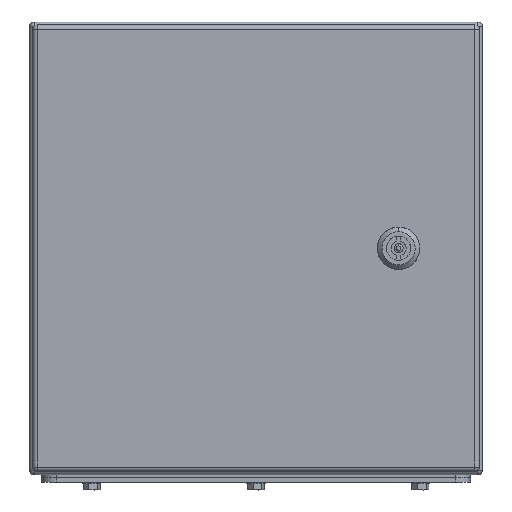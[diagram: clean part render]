
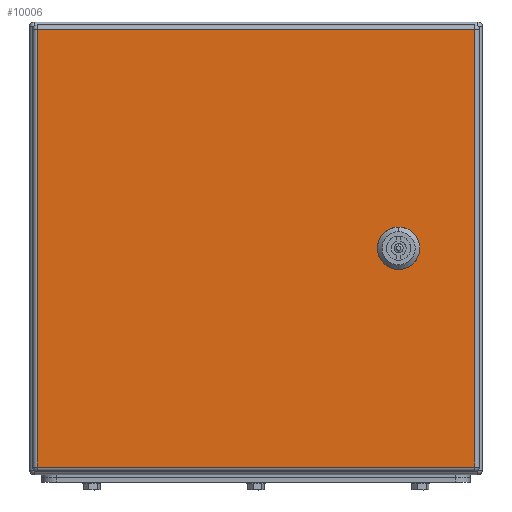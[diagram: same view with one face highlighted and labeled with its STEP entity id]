
A CAD part, top view. The second image highlights one B-rep face of the part: STEP entity #10006.
In plain terms, the highlighted planar face has unit normal (0, 0, 1).
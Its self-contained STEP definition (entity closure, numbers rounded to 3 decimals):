
#9913=AXIS2_PLACEMENT_3D('Plane Axis2P3D',#9910,#9911,#9912) ;
#9942=AXIS2_PLACEMENT_3D('Circle Axis2P3D',#9940,#9941,$) ;
#9958=AXIS2_PLACEMENT_3D('Circle Axis2P3D',#9956,#9957,$) ;
#9972=AXIS2_PLACEMENT_3D('Circle Axis2P3D',#9970,#9971,$) ;
#9986=AXIS2_PLACEMENT_3D('Circle Axis2P3D',#9984,#9985,$) ;
#9663=CARTESIAN_POINT('Vertex',(5.,15.,150.)) ;
#9666=CARTESIAN_POINT('Line Origine',(5.,160.,150.)) ;
#9670=CARTESIAN_POINT('Vertex',(5.,305.,150.)) ;
#9910=CARTESIAN_POINT('Axis2P3D Location',(150.,160.,150.)) ;
#9915=CARTESIAN_POINT('Line Origine',(295.,160.,150.)) ;
#9919=CARTESIAN_POINT('Vertex',(295.,15.,150.)) ;
#9921=CARTESIAN_POINT('Vertex',(295.,305.,150.)) ;
#9924=CARTESIAN_POINT('Line Origine',(150.,305.,150.)) ;
#9929=CARTESIAN_POINT('Line Origine',(150.,15.,150.)) ;
#9940=CARTESIAN_POINT('Axis2P3D Location',(244.5,160.,150.)) ;
#9944=CARTESIAN_POINT('Vertex',(239.863,170.25,150.)) ;
#9946=CARTESIAN_POINT('Vertex',(234.25,164.637,150.)) ;
#9949=CARTESIAN_POINT('Line Origine',(244.5,170.25,150.)) ;
#9953=CARTESIAN_POINT('Vertex',(249.137,170.25,150.)) ;
#9956=CARTESIAN_POINT('Axis2P3D Location',(244.5,160.,150.)) ;
#9960=CARTESIAN_POINT('Vertex',(254.75,164.637,150.)) ;
#9963=CARTESIAN_POINT('Line Origine',(254.75,160.,150.)) ;
#9967=CARTESIAN_POINT('Vertex',(254.75,155.363,150.)) ;
#9970=CARTESIAN_POINT('Axis2P3D Location',(244.5,160.,150.)) ;
#9974=CARTESIAN_POINT('Vertex',(249.137,149.75,150.)) ;
#9977=CARTESIAN_POINT('Line Origine',(244.5,149.75,150.)) ;
#9981=CARTESIAN_POINT('Vertex',(239.863,149.75,150.)) ;
#9984=CARTESIAN_POINT('Axis2P3D Location',(244.5,160.,150.)) ;
#9988=CARTESIAN_POINT('Vertex',(234.25,155.363,150.)) ;
#9991=CARTESIAN_POINT('Line Origine',(234.25,160.,150.)) ;
#9667=DIRECTION('Vector Direction',(0.,1.,0.)) ;
#9911=DIRECTION('Axis2P3D Direction',(0.,0.,1.)) ;
#9912=DIRECTION('Axis2P3D XDirection',(1.,0.,0.)) ;
#9916=DIRECTION('Vector Direction',(0.,1.,0.)) ;
#9925=DIRECTION('Vector Direction',(-1.,0.,0.)) ;
#9930=DIRECTION('Vector Direction',(1.,0.,0.)) ;
#9941=DIRECTION('Axis2P3D Direction',(0.,0.,1.)) ;
#9950=DIRECTION('Vector Direction',(-1.,0.,0.)) ;
#9957=DIRECTION('Axis2P3D Direction',(0.,0.,1.)) ;
#9964=DIRECTION('Vector Direction',(0.,1.,0.)) ;
#9971=DIRECTION('Axis2P3D Direction',(0.,0.,1.)) ;
#9978=DIRECTION('Vector Direction',(1.,0.,0.)) ;
#9985=DIRECTION('Axis2P3D Direction',(0.,0.,1.)) ;
#9992=DIRECTION('Vector Direction',(0.,-1.,0.)) ;
#9668=VECTOR('Line Direction',#9667,1.) ;
#9917=VECTOR('Line Direction',#9916,1.) ;
#9926=VECTOR('Line Direction',#9925,1.) ;
#9931=VECTOR('Line Direction',#9930,1.) ;
#9951=VECTOR('Line Direction',#9950,1.) ;
#9965=VECTOR('Line Direction',#9964,1.) ;
#9979=VECTOR('Line Direction',#9978,1.) ;
#9993=VECTOR('Line Direction',#9992,1.) ;
#9935=ORIENTED_EDGE('',*,*,#9923,.T.) ;
#9936=ORIENTED_EDGE('',*,*,#9928,.T.) ;
#9937=ORIENTED_EDGE('',*,*,#9672,.T.) ;
#9938=ORIENTED_EDGE('',*,*,#9933,.T.) ;
#9997=ORIENTED_EDGE('',*,*,#9948,.F.) ;
#9998=ORIENTED_EDGE('',*,*,#9955,.F.) ;
#9999=ORIENTED_EDGE('',*,*,#9962,.F.) ;
#10000=ORIENTED_EDGE('',*,*,#9969,.F.) ;
#10001=ORIENTED_EDGE('',*,*,#9976,.F.) ;
#10002=ORIENTED_EDGE('',*,*,#9983,.F.) ;
#10003=ORIENTED_EDGE('',*,*,#9990,.F.) ;
#10004=ORIENTED_EDGE('',*,*,#9995,.F.) ;
#10005=FACE_BOUND('',#9996,.T.) ;
#10006=ADVANCED_FACE('76198_ZUB_DE_QL_KEBI_300x300-1/76198_DE_QL_KEBI_300x300-2-solid1',(#9939,#10005),#9914,.T.) ;
#9943=CIRCLE('generated circle',#9942,11.25) ;
#9959=CIRCLE('generated circle',#9958,11.25) ;
#9973=CIRCLE('generated circle',#9972,11.25) ;
#9987=CIRCLE('generated circle',#9986,11.25) ;
#9672=EDGE_CURVE('',#9671,#9664,#9669,.F.) ;
#9923=EDGE_CURVE('',#9920,#9922,#9918,.T.) ;
#9928=EDGE_CURVE('',#9922,#9671,#9927,.T.) ;
#9933=EDGE_CURVE('',#9664,#9920,#9932,.T.) ;
#9948=EDGE_CURVE('',#9945,#9947,#9943,.T.) ;
#9955=EDGE_CURVE('',#9954,#9945,#9952,.T.) ;
#9962=EDGE_CURVE('',#9961,#9954,#9959,.T.) ;
#9969=EDGE_CURVE('',#9968,#9961,#9966,.T.) ;
#9976=EDGE_CURVE('',#9975,#9968,#9973,.T.) ;
#9983=EDGE_CURVE('',#9982,#9975,#9980,.T.) ;
#9990=EDGE_CURVE('',#9989,#9982,#9987,.T.) ;
#9995=EDGE_CURVE('',#9947,#9989,#9994,.T.) ;
#9934=EDGE_LOOP('',(#9935,#9936,#9937,#9938)) ;
#9996=EDGE_LOOP('',(#9997,#9998,#9999,#10000,#10001,#10002,#10003,#10004)) ;
#9939=FACE_OUTER_BOUND('',#9934,.T.) ;
#9669=LINE('Line',#9666,#9668) ;
#9918=LINE('Line',#9915,#9917) ;
#9927=LINE('Line',#9924,#9926) ;
#9932=LINE('Line',#9929,#9931) ;
#9952=LINE('Line',#9949,#9951) ;
#9966=LINE('Line',#9963,#9965) ;
#9980=LINE('Line',#9977,#9979) ;
#9994=LINE('Line',#9991,#9993) ;
#9914=PLANE('',#9913) ;
#9664=VERTEX_POINT('',#9663) ;
#9671=VERTEX_POINT('',#9670) ;
#9920=VERTEX_POINT('',#9919) ;
#9922=VERTEX_POINT('',#9921) ;
#9945=VERTEX_POINT('',#9944) ;
#9947=VERTEX_POINT('',#9946) ;
#9954=VERTEX_POINT('',#9953) ;
#9961=VERTEX_POINT('',#9960) ;
#9968=VERTEX_POINT('',#9967) ;
#9975=VERTEX_POINT('',#9974) ;
#9982=VERTEX_POINT('',#9981) ;
#9989=VERTEX_POINT('',#9988) ;
